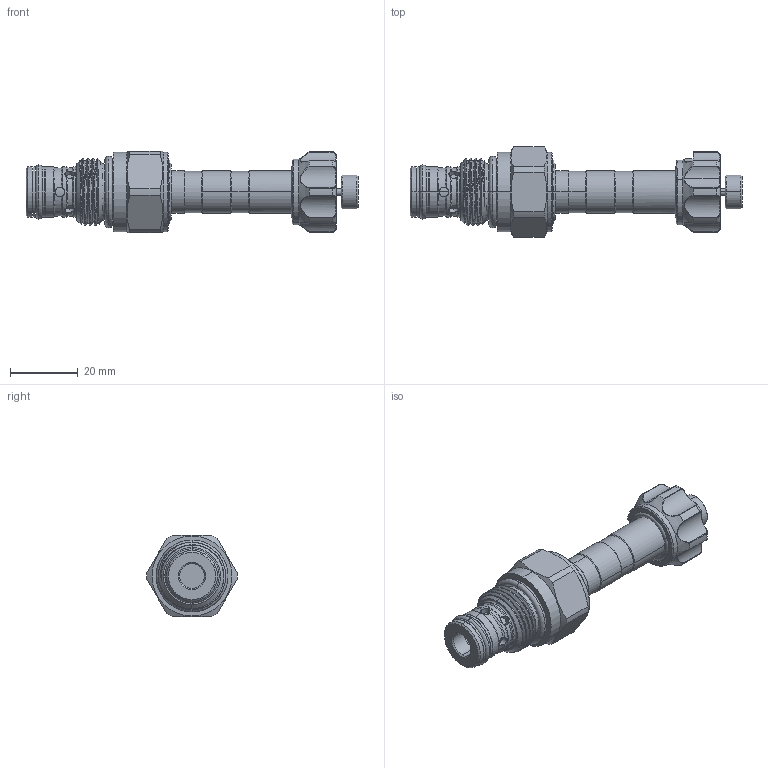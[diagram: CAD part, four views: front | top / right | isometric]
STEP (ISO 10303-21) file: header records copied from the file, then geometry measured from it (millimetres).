
FILE_DESCRIPTION (( 'STEP AP203' ), '1' );
FILE_NAME ('EP20M2A06P05.STEP', '2020-03-31T08:43:03', ( '' ), ( '' ), 'SwSTEP 2.0', 'SolidWorks 2018', '' );
FILE_SCHEMA (( 'CONFIG_CONTROL_DESIGN' ));
Length unit declared in the file: millimetre
Products named in the file (1): EP20M2A06P05
Bounding box: 98 x 26.69 x 24 mm (x, y, z)
Volume: 22511.8 mm3; surface area: 8495.3 mm2
Topology: 6 solids, 6 shells, 309 faces, 752 edges, 462 vertices
Faces by surface type: cylinder 143, cone 57, torus 41, bspline 38, plane 30
Entity records: 13485 total; most frequent: CARTESIAN_POINT 6550, ORIENTED_EDGE 1500, DIRECTION 1379, EDGE_CURVE 750, AXIS2_PLACEMENT_3D 598, VERTEX_POINT 462, EDGE_LOOP 330, CIRCLE 326
